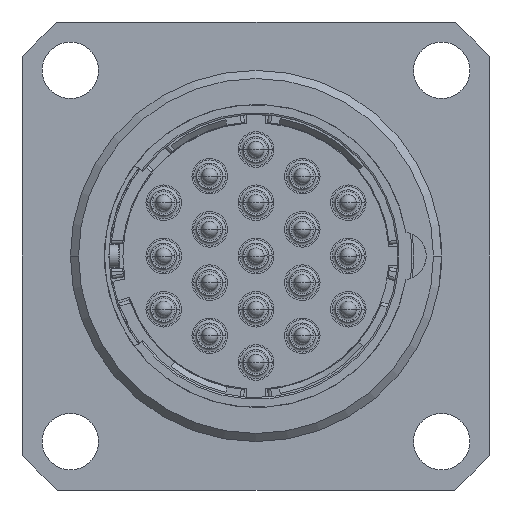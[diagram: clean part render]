
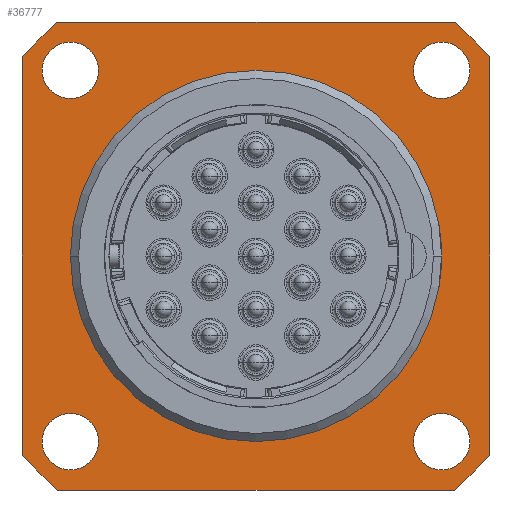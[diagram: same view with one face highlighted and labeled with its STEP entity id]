
A CAD part, left-side view. The second image highlights one B-rep face of the part: STEP entity #36777.
In plain terms, the highlighted planar face has unit normal (-1, 0, 0).
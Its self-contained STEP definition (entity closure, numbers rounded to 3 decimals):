
#5377=CARTESIAN_POINT('',(4.9,14.5,-14.5));
#5378=DIRECTION('',(-1.,0.,0.));
#5379=DIRECTION('',(0.,1.,0.));
#5380=AXIS2_PLACEMENT_3D('',#5377,#5378,#5379);
#5433=CARTESIAN_POINT('',(4.9,14.5,-14.5));
#5434=DIRECTION('',(-1.,0.,0.));
#5435=DIRECTION('',(0.,-1.,0.));
#5436=AXIS2_PLACEMENT_3D('',#5433,#5434,#5435);
#5812=DIRECTION('',(0.,0.,1.));
#5813=VECTOR('',#5812,24.556);
#5814=CARTESIAN_POINT('',(4.9,0.,-26.778));
#5815=LINE('2143',#5814,#5813);
#5816=CARTESIAN_POINT('',(4.9,14.5,-14.5));
#5817=DIRECTION('',(-1.,0.,0.));
#5818=DIRECTION('',(0.,-0.646,-0.763));
#5819=AXIS2_PLACEMENT_3D('',#5816,#5817,#5818);
#5821=DIRECTION('',(0.,-1.,0.));
#5822=VECTOR('',#5821,24.556);
#5823=CARTESIAN_POINT('',(4.9,26.778,-29.));
#5824=LINE('2145',#5823,#5822);
#5825=CARTESIAN_POINT('',(4.9,14.5,-14.5));
#5826=DIRECTION('',(-1.,0.,0.));
#5827=DIRECTION('',(0.,0.763,-0.646));
#5828=AXIS2_PLACEMENT_3D('',#5825,#5826,#5827);
#5830=DIRECTION('',(0.,0.,-1.));
#5831=VECTOR('',#5830,24.556);
#5832=CARTESIAN_POINT('',(4.9,29.,-2.222));
#5833=LINE('2147',#5832,#5831);
#5834=CARTESIAN_POINT('',(4.9,14.5,-14.5));
#5835=DIRECTION('',(-1.,0.,0.));
#5836=DIRECTION('',(0.,0.646,0.763));
#5837=AXIS2_PLACEMENT_3D('',#5834,#5835,#5836);
#5839=DIRECTION('',(0.,1.,0.));
#5840=VECTOR('',#5839,24.556);
#5841=CARTESIAN_POINT('',(4.9,2.222,0.));
#5842=LINE('2149',#5841,#5840);
#5843=CARTESIAN_POINT('',(4.9,14.5,-14.5));
#5844=DIRECTION('',(-1.,0.,0.));
#5845=DIRECTION('',(0.,-0.763,0.646));
#5846=AXIS2_PLACEMENT_3D('',#5843,#5844,#5845);
#5848=CARTESIAN_POINT('',(4.9,26.,-3.));
#5849=DIRECTION('',(-1.,0.,0.));
#5850=DIRECTION('',(0.,0.,-1.));
#5851=AXIS2_PLACEMENT_3D('',#5848,#5849,#5850);
#5853=CARTESIAN_POINT('',(4.9,26.,-3.));
#5854=DIRECTION('',(-1.,0.,0.));
#5855=DIRECTION('',(0.,0.,1.));
#5856=AXIS2_PLACEMENT_3D('',#5853,#5854,#5855);
#5858=CARTESIAN_POINT('',(4.9,26.,-26.));
#5859=DIRECTION('',(-1.,0.,0.));
#5860=DIRECTION('',(0.,0.,-1.));
#5861=AXIS2_PLACEMENT_3D('',#5858,#5859,#5860);
#5863=CARTESIAN_POINT('',(4.9,26.,-26.));
#5864=DIRECTION('',(-1.,0.,0.));
#5865=DIRECTION('',(0.,0.,1.));
#5866=AXIS2_PLACEMENT_3D('',#5863,#5864,#5865);
#5868=CARTESIAN_POINT('',(4.9,3.,-26.));
#5869=DIRECTION('',(-1.,0.,0.));
#5870=DIRECTION('',(0.,0.,-1.));
#5871=AXIS2_PLACEMENT_3D('',#5868,#5869,#5870);
#5873=CARTESIAN_POINT('',(4.9,3.,-26.));
#5874=DIRECTION('',(-1.,0.,0.));
#5875=DIRECTION('',(0.,0.,1.));
#5876=AXIS2_PLACEMENT_3D('',#5873,#5874,#5875);
#5878=CARTESIAN_POINT('',(4.9,3.,-3.));
#5879=DIRECTION('',(-1.,0.,0.));
#5880=DIRECTION('',(0.,0.,-1.));
#5881=AXIS2_PLACEMENT_3D('',#5878,#5879,#5880);
#5883=CARTESIAN_POINT('',(4.9,3.,-3.));
#5884=DIRECTION('',(-1.,0.,0.));
#5885=DIRECTION('',(0.,0.,1.));
#5886=AXIS2_PLACEMENT_3D('',#5883,#5884,#5885);
#19906=CARTESIAN_POINT('',(4.9,0.,-26.778));
#19907=CARTESIAN_POINT('',(4.9,0.,-2.222));
#19908=VERTEX_POINT('',#19906);
#19909=VERTEX_POINT('',#19907);
#19910=CARTESIAN_POINT('',(4.9,2.222,-29.));
#19911=VERTEX_POINT('',#19910);
#19912=CARTESIAN_POINT('',(4.9,26.778,-29.));
#19913=VERTEX_POINT('',#19912);
#19914=CARTESIAN_POINT('',(4.9,29.,-26.778));
#19915=VERTEX_POINT('',#19914);
#19916=CARTESIAN_POINT('',(4.9,29.,-2.222));
#19917=VERTEX_POINT('',#19916);
#19918=CARTESIAN_POINT('',(4.9,26.778,0.));
#19919=VERTEX_POINT('',#19918);
#19920=CARTESIAN_POINT('',(4.9,2.222,0.));
#19921=VERTEX_POINT('',#19920);
#19926=CARTESIAN_POINT('',(4.9,3.,-14.5));
#19927=CARTESIAN_POINT('',(4.9,26.,-14.5));
#19928=VERTEX_POINT('',#19926);
#19929=VERTEX_POINT('',#19927);
#19998=CARTESIAN_POINT('',(4.9,26.,-4.75));
#19999=CARTESIAN_POINT('',(4.9,26.,-1.25));
#20000=VERTEX_POINT('',#19998);
#20001=VERTEX_POINT('',#19999);
#20002=CARTESIAN_POINT('',(4.9,26.,-27.75));
#20003=CARTESIAN_POINT('',(4.9,26.,-24.25));
#20004=VERTEX_POINT('',#20002);
#20005=VERTEX_POINT('',#20003);
#20006=CARTESIAN_POINT('',(4.9,3.,-27.75));
#20007=CARTESIAN_POINT('',(4.9,3.,-24.25));
#20008=VERTEX_POINT('',#20006);
#20009=VERTEX_POINT('',#20007);
#20010=CARTESIAN_POINT('',(4.9,3.,-4.75));
#20011=CARTESIAN_POINT('',(4.9,3.,-1.25));
#20012=VERTEX_POINT('',#20010);
#20013=VERTEX_POINT('',#20011);
#36726=CARTESIAN_POINT('',(4.9,14.5,-14.5));
#36727=DIRECTION('',(1.,0.,0.));
#36728=DIRECTION('',(0.,0.,-1.));
#36729=AXIS2_PLACEMENT_3D('',#36726,#36727,#36728);
#36730=PLANE('268',#36729);
#36732=ORIENTED_EDGE('2143',*,*,#36731,.F.);
#36734=ORIENTED_EDGE('2144',*,*,#36733,.F.);
#36736=ORIENTED_EDGE('2145',*,*,#36735,.F.);
#36738=ORIENTED_EDGE('2146',*,*,#36737,.F.);
#36740=ORIENTED_EDGE('2147',*,*,#36739,.F.);
#36742=ORIENTED_EDGE('2148',*,*,#36741,.F.);
#36744=ORIENTED_EDGE('2149',*,*,#36743,.F.);
#36746=ORIENTED_EDGE('2150',*,*,#36745,.F.);
#36747=EDGE_LOOP('268',(#36732,#36734,#36736,#36738,#36740,#36742,#36744,
#36746));
#36748=FACE_OUTER_BOUND('268',#36747,.F.);
#36750=ORIENTED_EDGE('2217',*,*,#36749,.T.);
#36752=ORIENTED_EDGE('2218',*,*,#36751,.T.);
#36753=EDGE_LOOP('268',(#36750,#36752));
#36754=FACE_BOUND('268',#36753,.F.);
#36756=ORIENTED_EDGE('2219',*,*,#36755,.T.);
#36758=ORIENTED_EDGE('2220',*,*,#36757,.T.);
#36759=EDGE_LOOP('268',(#36756,#36758));
#36760=FACE_BOUND('268',#36759,.F.);
#36762=ORIENTED_EDGE('2221',*,*,#36761,.T.);
#36764=ORIENTED_EDGE('2222',*,*,#36763,.T.);
#36765=EDGE_LOOP('268',(#36762,#36764));
#36766=FACE_BOUND('268',#36765,.F.);
#36768=ORIENTED_EDGE('2223',*,*,#36767,.T.);
#36770=ORIENTED_EDGE('2224',*,*,#36769,.T.);
#36771=EDGE_LOOP('268',(#36768,#36770));
#36772=FACE_BOUND('268',#36771,.F.);
#36773=ORIENTED_EDGE('2160',*,*,#36210,.T.);
#36774=ORIENTED_EDGE('2162',*,*,#36170,.T.);
#36775=EDGE_LOOP('268',(#36773,#36774));
#36776=FACE_BOUND('268',#36775,.F.);
#5381=CIRCLE('2162',#5380,11.5);
#5437=CIRCLE('2160',#5436,11.5);
#5820=CIRCLE('2144',#5819,19.);
#5829=CIRCLE('2146',#5828,19.);
#5838=CIRCLE('2148',#5837,19.);
#5847=CIRCLE('2150',#5846,19.);
#5852=CIRCLE('2217',#5851,1.75);
#5857=CIRCLE('2218',#5856,1.75);
#5862=CIRCLE('2219',#5861,1.75);
#5867=CIRCLE('2220',#5866,1.75);
#5872=CIRCLE('2221',#5871,1.75);
#5877=CIRCLE('2222',#5876,1.75);
#5882=CIRCLE('2223',#5881,1.75);
#5887=CIRCLE('2224',#5886,1.75);
#36170=EDGE_CURVE('2162',#19929,#19928,#5381,.T.);
#36210=EDGE_CURVE('2160',#19928,#19929,#5437,.T.);
#36731=EDGE_CURVE('2143',#19908,#19909,#5815,.T.);
#36733=EDGE_CURVE('2144',#19911,#19908,#5820,.T.);
#36735=EDGE_CURVE('2145',#19913,#19911,#5824,.T.);
#36737=EDGE_CURVE('2146',#19915,#19913,#5829,.T.);
#36739=EDGE_CURVE('2147',#19917,#19915,#5833,.T.);
#36741=EDGE_CURVE('2148',#19919,#19917,#5838,.T.);
#36743=EDGE_CURVE('2149',#19921,#19919,#5842,.T.);
#36745=EDGE_CURVE('2150',#19909,#19921,#5847,.T.);
#36749=EDGE_CURVE('2217',#20000,#20001,#5852,.T.);
#36751=EDGE_CURVE('2218',#20001,#20000,#5857,.T.);
#36755=EDGE_CURVE('2219',#20004,#20005,#5862,.T.);
#36757=EDGE_CURVE('2220',#20005,#20004,#5867,.T.);
#36761=EDGE_CURVE('2221',#20008,#20009,#5872,.T.);
#36763=EDGE_CURVE('2222',#20009,#20008,#5877,.T.);
#36767=EDGE_CURVE('2223',#20012,#20013,#5882,.T.);
#36769=EDGE_CURVE('2224',#20013,#20012,#5887,.T.);
#36777=ADVANCED_FACE('268',(#36748,#36754,#36760,#36766,#36772,#36776),#36730,
.F.);
